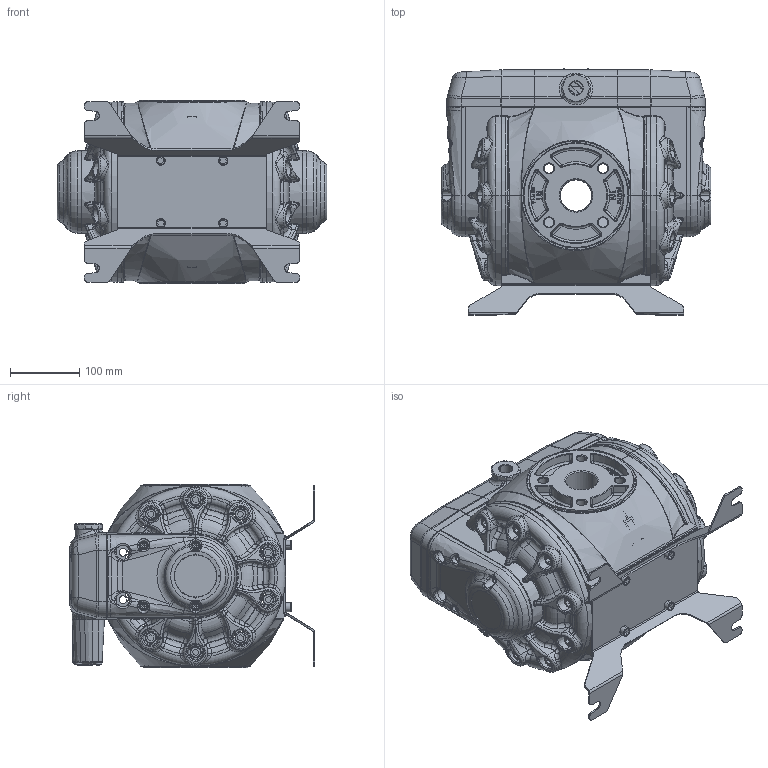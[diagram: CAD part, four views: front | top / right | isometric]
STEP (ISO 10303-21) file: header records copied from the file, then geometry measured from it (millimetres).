
FILE_DESCRIPTION (( 'STEP AP214' ), '1' );
FILE_NAME ('DF250-Aluminio.STEP', '2021-06-09T09:04:08', ( '' ), ( '' ), 'SwSTEP 2.0', 'SolidWorks 2021', '' );
FILE_SCHEMA (( 'AUTOMOTIVE_DESIGN' ));
Length unit declared in the file: millimetre
Products named in the file (1): DF250-Aluminio
Bounding box: 389 x 354.17 x 264 mm (x, y, z)
Surface area: 726497.5 mm2 (no closed solid volume)
Topology: 0 solids, 89 shells, 2532 faces, 7689 edges, 5083 vertices
Faces by surface type: bspline 984, plane 646, cylinder 335, torus 267, cone 248, sphere 52
Entity records: 186007 total; most frequent: CARTESIAN_POINT 98762, ORIENTED_EDGE 13025, DIRECTION 10372, EDGE_CURVE 7645, VERTEX_POINT 5079, AXIS2_PLACEMENT_3D 4045, EDGE_LOOP 2682, B_SPLINE_CURVE_WITH_KNOTS 2590
